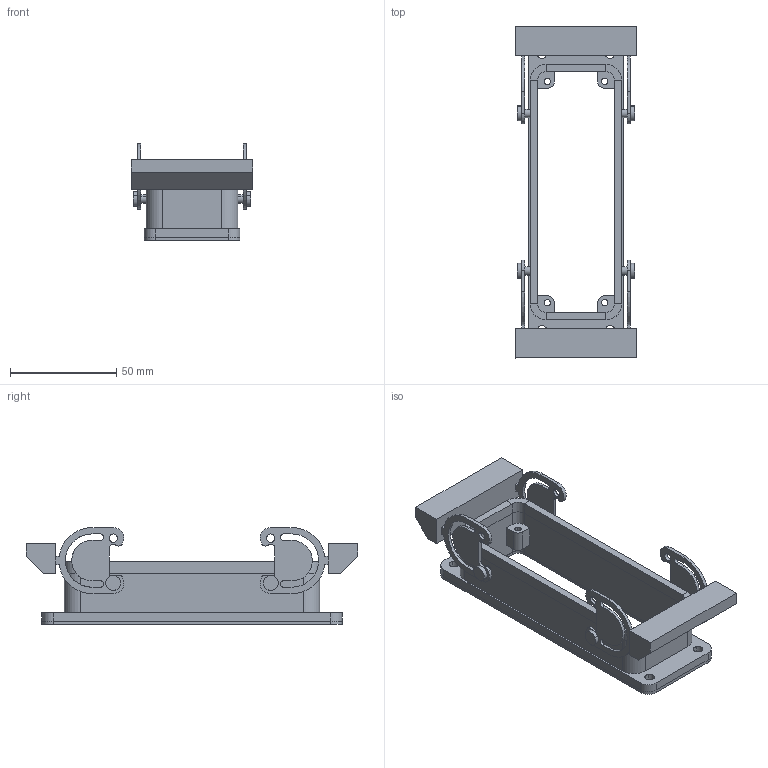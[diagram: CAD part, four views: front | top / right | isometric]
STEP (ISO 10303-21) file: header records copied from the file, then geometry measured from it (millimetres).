
FILE_DESCRIPTION(('CATIA V5 STEP Exchange','CAx-IF Rec.Pracs.--- Model Styling and Organization---1.4--- 2014-01-23'),'2;1');
FILE_NAME('1212400000.stp','2019-07-25T13:57:17+00:00',('none'),('none'),'CATIA Version 5-6 Release 2016 SP3 HF44','CATIA V5 STEP AP214','none');
FILE_SCHEMA(('AUTOMOTIVE_DESIGN { 1 0 10303 214 1 1 1 1 }'));
Length unit declared in the file: millimetre
Products named in the file (1): 1212400000
Bounding box: 57 x 156 x 45.5 mm (x, y, z)
Volume: 61948.4 mm3; surface area: 42706.5 mm2
Topology: 3 solids, 3 shells, 279 faces, 766 edges, 500 vertices
Faces by surface type: cylinder 140, plane 139
Entity records: 8946 total; most frequent: CARTESIAN_POINT 2173, ORIENTED_EDGE 1532, DIRECTION 1079, EDGE_CURVE 766, VERTEX_POINT 500, VECTOR 462, LINE 462, AXIS2_PLACEMENT_3D 431
